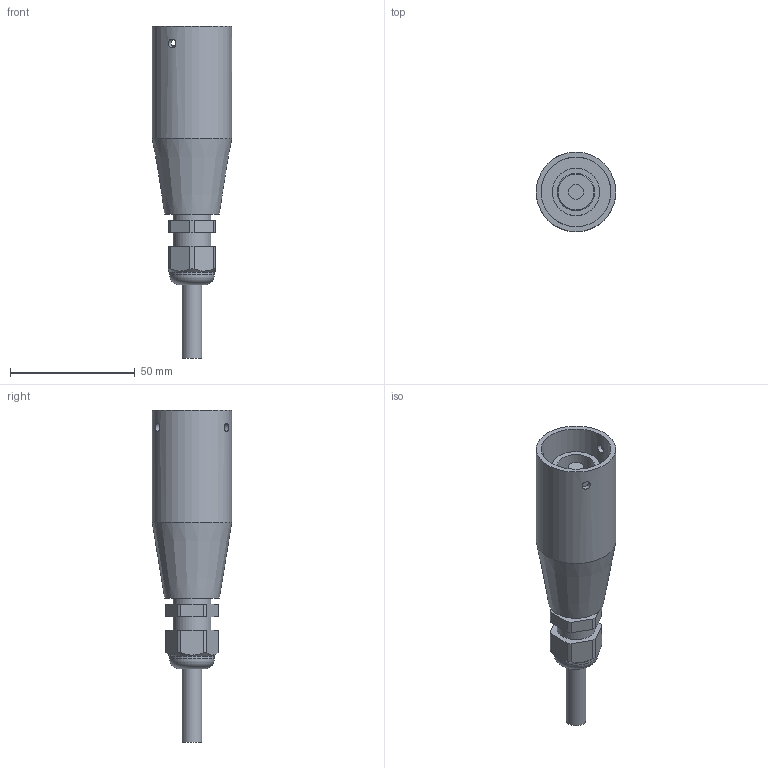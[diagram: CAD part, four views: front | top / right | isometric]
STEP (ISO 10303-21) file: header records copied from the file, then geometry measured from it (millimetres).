
FILE_DESCRIPTION(/* description */ (''),/* implementation_level */ '2;1');
FILE_NAME(/* name */ 'VH2.stp',/* time_stamp */ '2020-01-10T13:21:33+01:00',/* author */ ('tvb'),/* organization */ (''),/* preprocessor_version */ 'ST-DEVELOPER v18',/* originating_system */ 'Autodesk Inventor 2020',/* authorisation */ '');
FILE_SCHEMA (('AUTOMOTIVE_DESIGN { 1 0 10303 214 3 1 1 }'));
Length unit declared in the file: millimetre
Products named in the file (1): VH2
Bounding box: 32 x 32 x 133.3 mm (x, y, z)
Volume: 47106.7 mm3; surface area: 16524.5 mm2
Topology: 1 solids, 1 shells, 52 faces, 145 edges, 104 vertices
Faces by surface type: cylinder 24, plane 23, cone 3, torus 2
Full cylindrical faces by diameter (mm): 3.5 x3, 6 x1, 8 x1, 15 x1, 15.1 x1, 15.2 x1, 18 x1, 19 x1, 28 x1, 32 x1
Entity records: 2131 total; most frequent: CARTESIAN_POINT 674, DIRECTION 303, ORIENTED_EDGE 290, EDGE_CURVE 145, AXIS2_PLACEMENT_3D 123, VERTEX_POINT 104, CIRCLE 70, EDGE_LOOP 67
